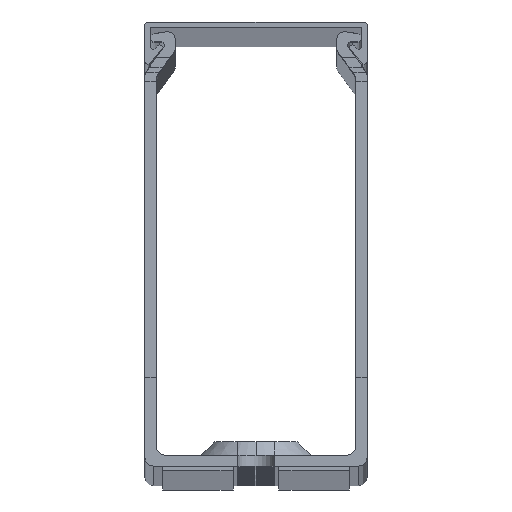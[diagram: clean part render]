
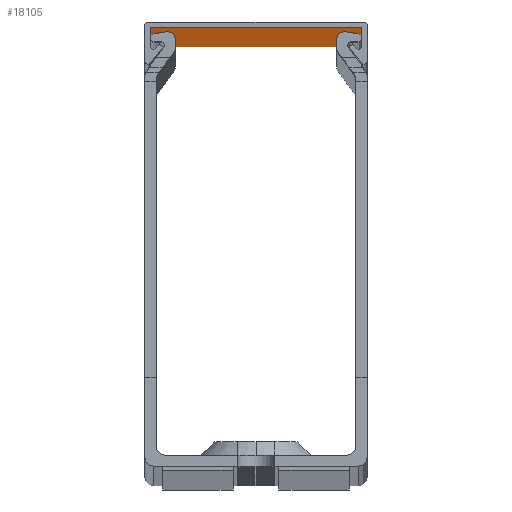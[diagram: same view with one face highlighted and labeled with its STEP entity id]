
A CAD part, top view. The second image highlights one B-rep face of the part: STEP entity #18105.
In plain terms, the highlighted planar face has unit normal (0, -1, 0).
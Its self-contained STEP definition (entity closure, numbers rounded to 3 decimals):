
#730 = DIRECTION ( 'NONE',  ( -1., 0., 0. ) ) ;
#3629 = EDGE_CURVE ( 'NONE', #18356, #17335, #22534, .T. ) ;
#4277 = CARTESIAN_POINT ( 'NONE',  ( -19., 79., -1000. ) ) ;
#4708 = CARTESIAN_POINT ( 'NONE',  ( 19., 79., 1000. ) ) ;
#5158 = CARTESIAN_POINT ( 'NONE',  ( 19., 79., -1000. ) ) ;
#5328 = CARTESIAN_POINT ( 'NONE',  ( -19., 79., -1000. ) ) ;
#5528 = CARTESIAN_POINT ( 'NONE',  ( -19., 79., 1040.872 ) ) ;
#6095 = VECTOR ( 'NONE', #28913, 1000. ) ;
#6299 = ORIENTED_EDGE ( 'NONE', *, *, #23757, .T. ) ;
#7841 = FACE_OUTER_BOUND ( 'NONE', #32672, .T. ) ;
#8259 = ORIENTED_EDGE ( 'NONE', *, *, #3629, .F. ) ;
#10285 = DIRECTION ( 'NONE',  ( 0., 0., 1. ) ) ;
#10761 = CARTESIAN_POINT ( 'NONE',  ( -19., 79., 1000. ) ) ;
#11671 = CARTESIAN_POINT ( 'NONE',  ( -19., 79., 1000. ) ) ;
#12021 = EDGE_CURVE ( 'NONE', #18356, #20999, #25157, .T. ) ;
#15985 = CARTESIAN_POINT ( 'NONE',  ( -19., 79., 1040.872 ) ) ;
#16037 = VECTOR ( 'NONE', #26435, 1000. ) ;
#17335 = VERTEX_POINT ( 'NONE', #5158 ) ;
#18105 = ADVANCED_FACE ( 'NONE', ( #7841 ), #21346, .F. ) ;
#18340 = DIRECTION ( 'NONE',  ( 0., 0., -1. ) ) ;
#18345 = CARTESIAN_POINT ( 'NONE',  ( 19., 79., 1040.872 ) ) ;
#18356 = VERTEX_POINT ( 'NONE', #4708 ) ;
#18624 = VECTOR ( 'NONE', #18340, 1000. ) ;
#20228 = VERTEX_POINT ( 'NONE', #4277 ) ;
#20999 = VERTEX_POINT ( 'NONE', #10761 ) ;
#21162 = DIRECTION ( 'NONE',  ( 0., 1., 0. ) ) ;
#21346 = PLANE ( 'NONE',  #25836 ) ;
#21956 = VECTOR ( 'NONE', #730, 1000. ) ;
#22534 = LINE ( 'NONE', #18345, #6095 ) ;
#23757 = EDGE_CURVE ( 'NONE', #20999, #20228, #29401, .T. ) ;
#25026 = ORIENTED_EDGE ( 'NONE', *, *, #32776, .T. ) ;
#25157 = LINE ( 'NONE', #11671, #21956 ) ;
#25836 = AXIS2_PLACEMENT_3D ( 'NONE', #15985, #21162, #10285 ) ;
#26435 = DIRECTION ( 'NONE',  ( 1., 0., 0. ) ) ;
#28913 = DIRECTION ( 'NONE',  ( 0., 0., -1. ) ) ;
#29046 = LINE ( 'NONE', #5328, #16037 ) ;
#29401 = LINE ( 'NONE', #5528, #18624 ) ;
#32672 = EDGE_LOOP ( 'NONE', ( #8259, #34291, #6299, #25026 ) ) ;
#32776 = EDGE_CURVE ( 'NONE', #20228, #17335, #29046, .T. ) ;
#34291 = ORIENTED_EDGE ( 'NONE', *, *, #12021, .T. ) ;
